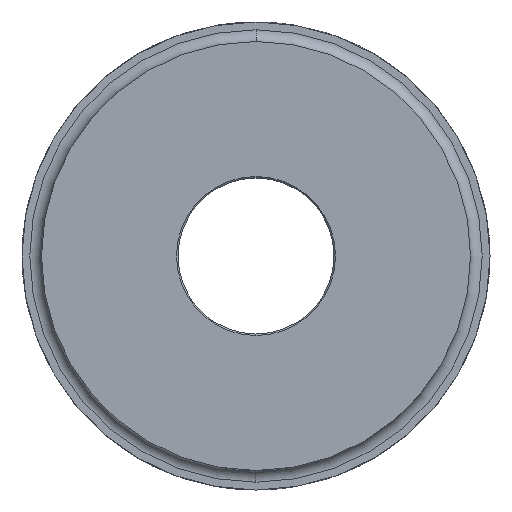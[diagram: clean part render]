
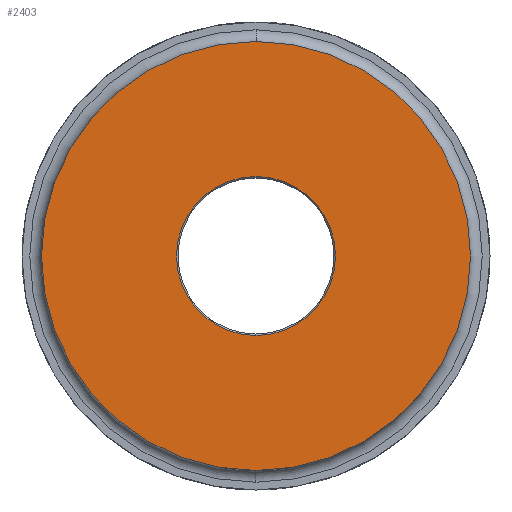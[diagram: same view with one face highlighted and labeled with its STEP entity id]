
A CAD part, left-side view. The second image highlights one B-rep face of the part: STEP entity #2403.
In plain terms, the highlighted planar face has unit normal (-1, 0, 0).
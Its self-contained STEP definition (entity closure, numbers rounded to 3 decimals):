
#185 = VERTEX_POINT ( 'NONE', #9812 ) ;
#186 = VERTEX_POINT ( 'NONE', #9813 ) ;
#213 = VERTEX_POINT ( 'NONE', #9952 ) ;
#214 = VERTEX_POINT ( 'NONE', #9958 ) ;
#972 = EDGE_LOOP ( 'NONE', ( #2719, #2720 ) ) ;
#974 = EDGE_LOOP ( 'NONE', ( #2721, #2722 ) ) ;
#1239 = EDGE_CURVE ( 'NONE', #186, #185, #6051, .T. ) ;
#1247 = EDGE_CURVE ( 'NONE', #213, #214, #6058, .T. ) ;
#1310 = EDGE_CURVE ( 'NONE', #214, #213, #6126, .T. ) ;
#1311 = EDGE_CURVE ( 'NONE', #185, #186, #6127, .T. ) ;
#2403 = ADVANCED_FACE ( 'NONE', ( #7973, #7981 ), #8908, .T. ) ;
#2719 = ORIENTED_EDGE ( 'NONE', *, *, #1310, .F. ) ;
#2720 = ORIENTED_EDGE ( 'NONE', *, *, #1247, .F. ) ;
#2721 = ORIENTED_EDGE ( 'NONE', *, *, #1239, .T. ) ;
#2722 = ORIENTED_EDGE ( 'NONE', *, *, #1311, .T. ) ;
#5411 = CARTESIAN_POINT ( 'NONE',  ( -80., 0., 0. ) ) ;
#5496 = AXIS2_PLACEMENT_3D ( 'NONE', #5411, #6542, #6543 ) ;
#5501 = AXIS2_PLACEMENT_3D ( 'NONE', #6563, #6564, #6565 ) ;
#5531 = AXIS2_PLACEMENT_3D ( 'NONE', #6899, #6923, #6924 ) ;
#5532 = AXIS2_PLACEMENT_3D ( 'NONE', #6919, #6920, #6921 ) ;
#5800 = AXIS2_PLACEMENT_3D ( 'NONE', #8907, #8910, #8911 ) ;
#6051 = CIRCLE ( 'NONE', #5496, 55. ) ;
#6058 = CIRCLE ( 'NONE', #5501, 20.381 ) ;
#6126 = CIRCLE ( 'NONE', #5532, 20.381 ) ;
#6127 = CIRCLE ( 'NONE', #5531, 55. ) ;
#6542 = DIRECTION ( 'NONE',  ( -1., 0., 0. ) ) ;
#6543 = DIRECTION ( 'NONE',  ( 0., 0., 1. ) ) ;
#6563 = CARTESIAN_POINT ( 'NONE',  ( -80., 0., 0. ) ) ;
#6564 = DIRECTION ( 'NONE',  ( -1., 0., 0. ) ) ;
#6565 = DIRECTION ( 'NONE',  ( 0., 0., -1. ) ) ;
#6899 = CARTESIAN_POINT ( 'NONE',  ( -80., 0., 0. ) ) ;
#6919 = CARTESIAN_POINT ( 'NONE',  ( -80., 0., 0. ) ) ;
#6920 = DIRECTION ( 'NONE',  ( -1., 0., 0. ) ) ;
#6921 = DIRECTION ( 'NONE',  ( 0., 0., -1. ) ) ;
#6923 = DIRECTION ( 'NONE',  ( -1., 0., 0. ) ) ;
#6924 = DIRECTION ( 'NONE',  ( 0., 0., 1. ) ) ;
#7973 = FACE_BOUND ( 'NONE', #972, .T. ) ;
#7981 = FACE_OUTER_BOUND ( 'NONE', #974, .T. ) ;
#8907 = CARTESIAN_POINT ( 'NONE',  ( -80., 0., 0. ) ) ;
#8908 = PLANE ( 'NONE',  #5800 ) ;
#8910 = DIRECTION ( 'NONE',  ( -1., 0., 0. ) ) ;
#8911 = DIRECTION ( 'NONE',  ( 0., 0., -1. ) ) ;
#9812 = CARTESIAN_POINT ( 'NONE',  ( -80., 0., -55. ) ) ;
#9813 = CARTESIAN_POINT ( 'NONE',  ( -80., 0., 55. ) ) ;
#9952 = CARTESIAN_POINT ( 'NONE',  ( -80., 0., 20.381 ) ) ;
#9958 = CARTESIAN_POINT ( 'NONE',  ( -80., 0., -20.381 ) ) ;
